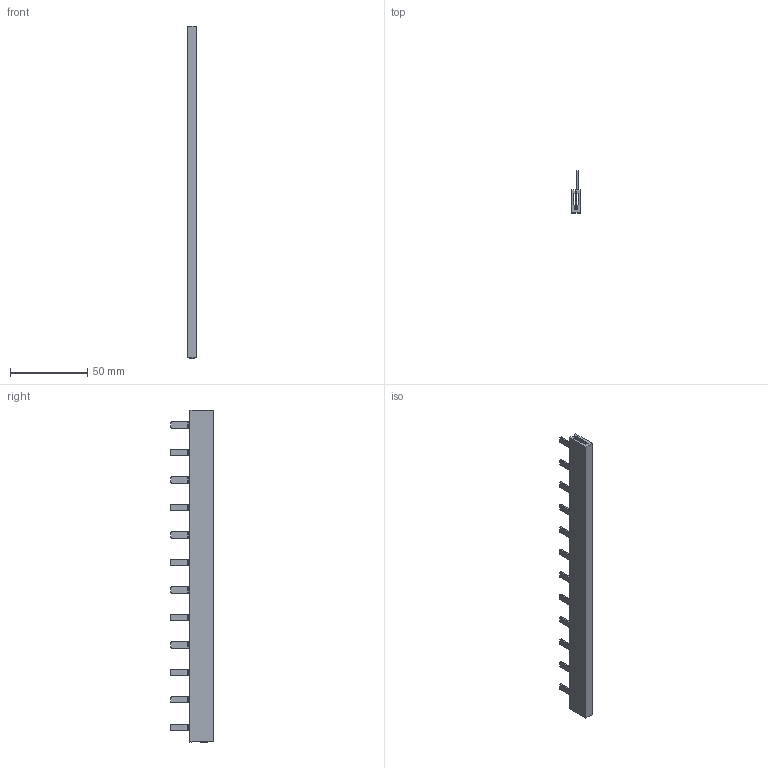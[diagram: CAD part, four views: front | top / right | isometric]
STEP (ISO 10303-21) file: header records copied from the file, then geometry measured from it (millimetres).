
FILE_DESCRIPTION((''),'2;1');
FILE_NAME('IZS10_1F_ASM','2021-04-02T',('marketing.praksa'),('Audax d.o.o.'),'CREO PARAMETRIC BY PTC INC, 2017480','CREO PARAMETRIC BY PTC INC, 2017480','');
FILE_SCHEMA(('AUTOMOTIVE_DESIGN { 1 0 10303 214 1 1 1 1 }'));
Length unit declared in the file: millimetre
Products named in the file (4): S1F-10_02_01_SZYNA_SZTYFT; PRT0151; BASE-WL; IZS10_1F_ASM
Assembly tree (3 placements, depth 2):
  IZS10_1F_ASM
    S1F-10_02_01_SZYNA_SZTYFT
    PRT0151
    BASE-WL
Bounding box: 5.83 x 27.4 x 215 mm (x, y, z)
Volume: 14828.1 mm3; surface area: 21867.8 mm2
Topology: 5 solids, 5 shells, 321 faces, 920 edges, 612 vertices
Faces by surface type: plane 177, cylinder 144
Entity records: 16120 total; most frequent: CARTESIAN_POINT 2296, ORIENTED_EDGE 1840, DIRECTION 1692, PRESENTATION_STYLE_ASSIGNMENT 1246, STYLED_ITEM 1246, CURVE_STYLE 920, EDGE_CURVE 920, VERTEX_POINT 612
